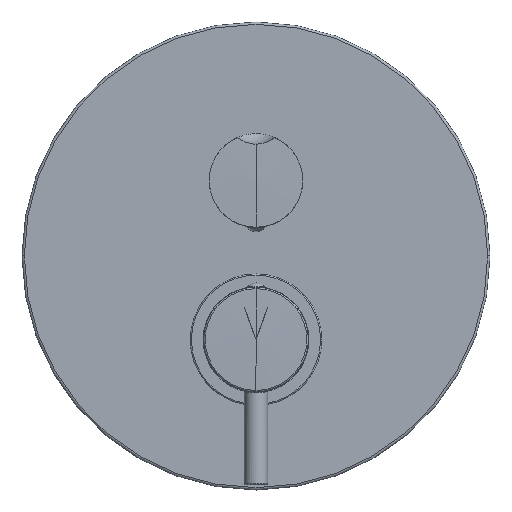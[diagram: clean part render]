
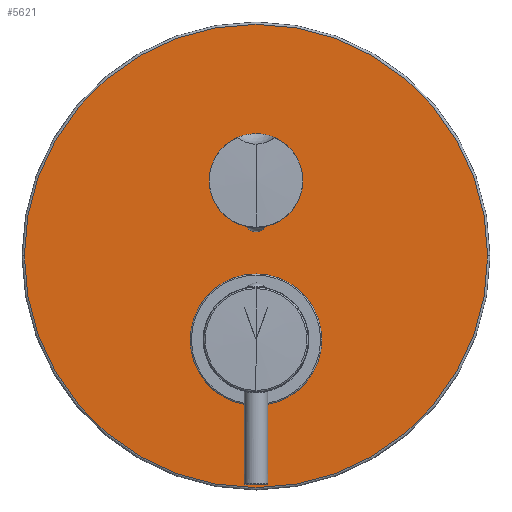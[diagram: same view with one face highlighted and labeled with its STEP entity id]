
A CAD part, top view. The second image highlights one B-rep face of the part: STEP entity #5621.
In plain terms, the highlighted planar face has unit normal (0, 0, 1).
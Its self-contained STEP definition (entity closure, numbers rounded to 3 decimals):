
#1764=CARTESIAN_POINT('',(0.,35.8,65.5));
#1765=DIRECTION('',(0.,0.,1.));
#1766=DIRECTION('',(1.,0.,0.));
#1767=AXIS2_PLACEMENT_3D('',#1764,#1765,#1766);
#1769=CARTESIAN_POINT('',(0.,35.8,65.5));
#1770=DIRECTION('',(0.,0.,1.));
#1771=DIRECTION('',(-1.,0.,0.));
#1772=AXIS2_PLACEMENT_3D('',#1769,#1770,#1771);
#1774=CARTESIAN_POINT('',(0.,0.,65.5));
#1775=DIRECTION('',(0.,0.,-1.));
#1776=DIRECTION('',(-1.,0.,0.));
#1777=AXIS2_PLACEMENT_3D('',#1774,#1775,#1776);
#1779=CARTESIAN_POINT('',(0.,0.,65.5));
#1780=DIRECTION('',(0.,0.,-1.));
#1781=DIRECTION('',(1.,0.,0.));
#1782=AXIS2_PLACEMENT_3D('',#1779,#1780,#1781);
#1784=CARTESIAN_POINT('',(0.,68.,65.5));
#1785=DIRECTION('',(0.,0.,-1.));
#1786=DIRECTION('',(-1.,0.,0.));
#1787=AXIS2_PLACEMENT_3D('',#1784,#1785,#1786);
#1789=CARTESIAN_POINT('',(0.,68.,65.5));
#1790=DIRECTION('',(0.,0.,-1.));
#1791=DIRECTION('',(1.,0.,0.));
#1792=AXIS2_PLACEMENT_3D('',#1789,#1790,#1791);
#2489=CARTESIAN_POINT('',(99.,35.8,65.5));
#2490=CARTESIAN_POINT('',(-99.,35.8,65.5));
#2491=VERTEX_POINT('',#2489);
#2492=VERTEX_POINT('',#2490);
#2549=CARTESIAN_POINT('',(-27.6,0.,65.5));
#2550=CARTESIAN_POINT('',(27.6,0.,65.5));
#2551=VERTEX_POINT('',#2549);
#2552=VERTEX_POINT('',#2550);
#2605=CARTESIAN_POINT('',(-13.35,68.,65.5));
#2606=CARTESIAN_POINT('',(13.35,68.,65.5));
#2607=VERTEX_POINT('',#2605);
#2608=VERTEX_POINT('',#2606);
#5599=CARTESIAN_POINT('',(0.,35.8,65.5));
#5600=DIRECTION('',(0.,0.,-1.));
#5601=DIRECTION('',(-1.,0.,0.));
#5602=AXIS2_PLACEMENT_3D('',#5599,#5600,#5601);
#5603=PLANE('',#5602);
#5605=ORIENTED_EDGE('',*,*,#5604,.F.);
#5607=ORIENTED_EDGE('',*,*,#5606,.F.);
#5608=EDGE_LOOP('',(#5605,#5607));
#5609=FACE_OUTER_BOUND('',#5608,.F.);
#5611=ORIENTED_EDGE('',*,*,#5610,.F.);
#5613=ORIENTED_EDGE('',*,*,#5612,.F.);
#5614=EDGE_LOOP('',(#5611,#5613));
#5615=FACE_BOUND('',#5614,.F.);
#5617=ORIENTED_EDGE('',*,*,#5616,.F.);
#5618=ORIENTED_EDGE('',*,*,#5582,.F.);
#5619=EDGE_LOOP('',(#5617,#5618));
#5620=FACE_BOUND('',#5619,.F.);
#5621=ADVANCED_FACE('',(#5609,#5615,#5620),#5603,.F.);
#1768=CIRCLE('',#1767,99.);
#1773=CIRCLE('',#1772,99.);
#1778=CIRCLE('',#1777,27.6);
#1783=CIRCLE('',#1782,27.6);
#1788=CIRCLE('',#1787,13.35);
#1793=CIRCLE('',#1792,13.35);
#5582=EDGE_CURVE('',#2608,#2607,#1793,.T.);
#5604=EDGE_CURVE('',#2491,#2492,#1768,.T.);
#5606=EDGE_CURVE('',#2492,#2491,#1773,.T.);
#5610=EDGE_CURVE('',#2551,#2552,#1778,.T.);
#5612=EDGE_CURVE('',#2552,#2551,#1783,.T.);
#5616=EDGE_CURVE('',#2607,#2608,#1788,.T.);
